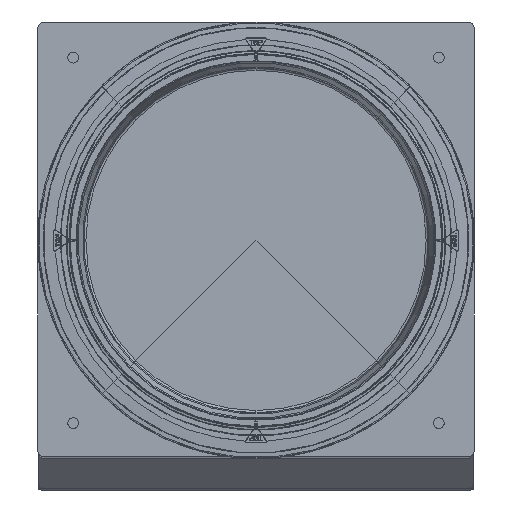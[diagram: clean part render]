
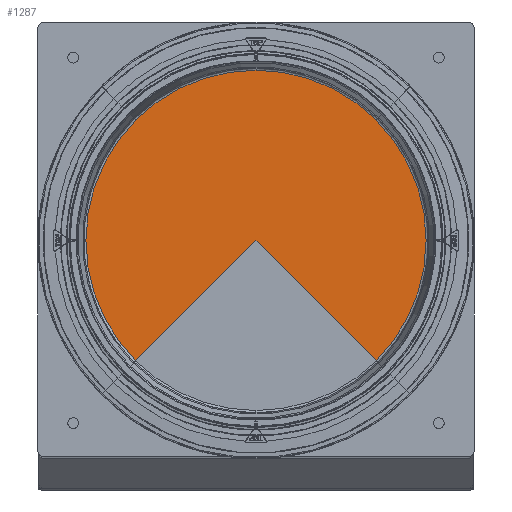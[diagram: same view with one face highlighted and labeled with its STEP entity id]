
A CAD part, left-side view. The second image highlights one B-rep face of the part: STEP entity #1287.
In plain terms, the highlighted face is planar.
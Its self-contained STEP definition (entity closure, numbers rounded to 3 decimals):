
#1287=ADVANCED_FACE('4051019_Wandhuelse_vereinfacht',(#3342),#3343,.T.);
#3342=FACE_OUTER_BOUND('',#7045,.T.);
#3343=PLANE('',#7046);
#7045=EDGE_LOOP('',(#16754,#16755,#16756,#16757,#16758,#16759,#16760,#16761));
#7046=AXIS2_PLACEMENT_3D('',#16762,#16763,#16764);
#16754=ORIENTED_EDGE('',*,*,#17409,.T.);
#16755=ORIENTED_EDGE('',*,*,#18024,.T.);
#16756=ORIENTED_EDGE('',*,*,#17377,.T.);
#16757=ORIENTED_EDGE('',*,*,#18443,.T.);
#16758=ORIENTED_EDGE('',*,*,#18857,.T.);
#16759=ORIENTED_EDGE('',*,*,#18856,.F.);
#16760=ORIENTED_EDGE('',*,*,#17313,.T.);
#16761=ORIENTED_EDGE('',*,*,#19204,.T.);
#16762=CARTESIAN_POINT('',(53.255,53.255,52.294));
#16763=DIRECTION('',(0.,0.,1.0));
#16764=DIRECTION('',(-0.707,0.707,0.0));
#17313=EDGE_CURVE('',#20108,#20105,#20109,.T.);
#17377=EDGE_CURVE('',#20236,#20233,#20237,.T.);
#17409=EDGE_CURVE('',#20300,#20297,#20301,.T.);
#18024=EDGE_CURVE('',#20297,#20236,#21322,.T.);
#18443=EDGE_CURVE('',#20233,#20172,#21989,.T.);
#18856=EDGE_CURVE('',#20108,#22647,#22648,.F.);
#18857=EDGE_CURVE('',#20172,#22647,#22649,.F.);
#19204=EDGE_CURVE('',#20105,#20300,#23168,.T.);
#20105=VERTEX_POINT('',#25720);
#20108=VERTEX_POINT('',#25723);
#20109=CIRCLE('',#25724,74.);
#20172=VERTEX_POINT('',#25819);
#20233=VERTEX_POINT('',#25912);
#20236=VERTEX_POINT('',#25915);
#20237=CIRCLE('',#25916,74.);
#20297=VERTEX_POINT('',#26008);
#20300=VERTEX_POINT('',#26011);
#20301=CIRCLE('',#26012,74.);
#21322=CIRCLE('',#28421,74.);
#21989=CIRCLE('',#29918,74.);
#22647=VERTEX_POINT('',#31396);
#22648=LINE('',#31397,#31398);
#22649=LINE('',#31399,#31400);
#23168=CIRCLE('',#32388,74.);
#25720=CARTESIAN_POINT('',(0.,-74.,52.294));
#25723=CARTESIAN_POINT('',(-52.326,-52.326,52.294));
#25724=AXIS2_PLACEMENT_3D('',#33436,#33437,#33438);
#25819=CARTESIAN_POINT('',(-52.326,52.326,52.294));
#25912=CARTESIAN_POINT('',(0.,74.,52.294));
#25915=CARTESIAN_POINT('',(52.326,52.326,52.294));
#25916=AXIS2_PLACEMENT_3D('',#33580,#33581,#33582);
#26008=CARTESIAN_POINT('',(74.,0.,52.294));
#26011=CARTESIAN_POINT('',(52.326,-52.326,52.294));
#26012=AXIS2_PLACEMENT_3D('',#33652,#33653,#33654);
#28421=AXIS2_PLACEMENT_3D('',#34465,#34466,#34467);
#29918=AXIS2_PLACEMENT_3D('',#35065,#35066,#35067);
#31396=CARTESIAN_POINT('',(0.,0.,52.294));
#31397=CARTESIAN_POINT('',(-26.163,-26.163,52.294));
#31398=VECTOR('',#35661,1.0);
#31399=CARTESIAN_POINT('',(-26.163,26.163,52.294));
#31400=VECTOR('',#35662,1.0);
#32388=AXIS2_PLACEMENT_3D('',#36261,#36262,#36263);
#33436=CARTESIAN_POINT('',(0.,0.,52.294));
#33437=DIRECTION('',(0.,0.,1.0));
#33438=DIRECTION('',(1.0,0.,0.));
#33580=CARTESIAN_POINT('',(0.,0.,52.294));
#33581=DIRECTION('',(0.,0.,1.0));
#33582=DIRECTION('',(1.0,0.,0.));
#33652=CARTESIAN_POINT('',(0.,0.,52.294));
#33653=DIRECTION('',(0.,0.,1.0));
#33654=DIRECTION('',(1.0,0.,0.));
#34465=CARTESIAN_POINT('',(0.,0.,52.294));
#34466=DIRECTION('',(0.,0.,1.0));
#34467=DIRECTION('',(1.0,0.,0.));
#35065=CARTESIAN_POINT('',(0.,0.,52.294));
#35066=DIRECTION('',(0.,0.,1.0));
#35067=DIRECTION('',(1.0,0.,0.));
#35661=DIRECTION('',(-0.707,-0.707,0.));
#35662=DIRECTION('',(-0.707,0.707,0.0));
#36261=CARTESIAN_POINT('',(0.,0.,52.294));
#36262=DIRECTION('',(0.,0.,1.0));
#36263=DIRECTION('',(1.0,0.,0.));
